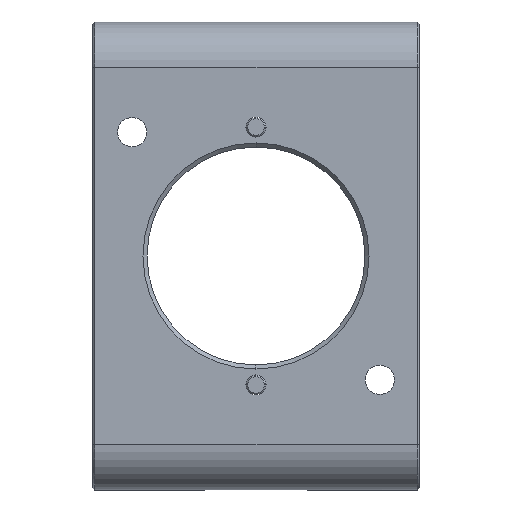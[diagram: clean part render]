
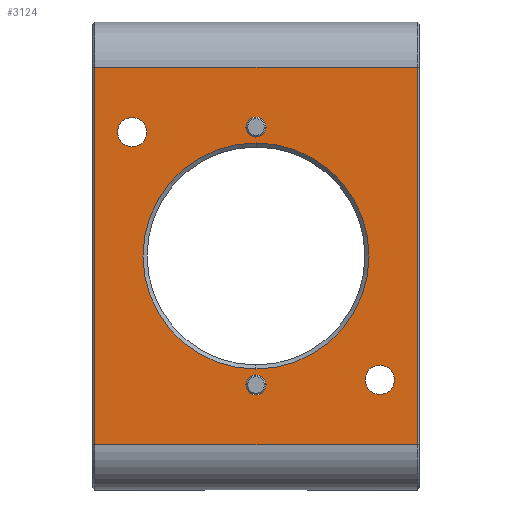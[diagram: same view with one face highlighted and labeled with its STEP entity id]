
A CAD part, front view. The second image highlights one B-rep face of the part: STEP entity #3124.
In plain terms, the highlighted planar face has unit normal (0, -1, 0).
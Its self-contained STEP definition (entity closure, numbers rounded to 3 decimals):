
#124 = VERTEX_POINT ( 'NONE', #367 ) ;
#233 = CARTESIAN_POINT ( 'NONE',  ( -19.55, 0., 22.85 ) ) ;
#242 = VECTOR ( 'NONE', #1023, 1000. ) ;
#318 = ORIENTED_EDGE ( 'NONE', *, *, #4918, .T. ) ;
#367 = CARTESIAN_POINT ( 'NONE',  ( 0., 0., -14.4 ) ) ;
#452 = CARTESIAN_POINT ( 'NONE',  ( 0., 0., 0. ) ) ;
#456 = DIRECTION ( 'NONE',  ( 0., 0., 1. ) ) ;
#473 = VERTEX_POINT ( 'NONE', #2755 ) ;
#519 = ORIENTED_EDGE ( 'NONE', *, *, #2271, .T. ) ;
#544 = DIRECTION ( 'NONE',  ( 0., 1., 0. ) ) ;
#563 = CARTESIAN_POINT ( 'NONE',  ( 0., 0., -16.84 ) ) ;
#699 = EDGE_CURVE ( 'NONE', #5233, #5545, #3932, .T. ) ;
#730 = DIRECTION ( 'NONE',  ( 0., 1., 0. ) ) ;
#891 = CIRCLE ( 'NONE', #7626, 1.22 ) ;
#901 = DIRECTION ( 'NONE',  ( 0., 1., 0. ) ) ;
#944 = CARTESIAN_POINT ( 'NONE',  ( 19.55, 0., -22.85 ) ) ;
#1023 = DIRECTION ( 'NONE',  ( 0., 0., 1. ) ) ;
#1156 = CIRCLE ( 'NONE', #8485, 1.22 ) ;
#1177 = EDGE_LOOP ( 'NONE', ( #3553, #519 ) ) ;
#1313 = EDGE_LOOP ( 'NONE', ( #318, #3552 ) ) ;
#1317 = DIRECTION ( 'NONE',  ( 0., 0., 1. ) ) ;
#1544 = VERTEX_POINT ( 'NONE', #3720 ) ;
#1548 = ORIENTED_EDGE ( 'NONE', *, *, #3767, .T. ) ;
#1590 = EDGE_CURVE ( 'NONE', #8352, #473, #6529, .T. ) ;
#1649 = CARTESIAN_POINT ( 'NONE',  ( 0., 0., 16.84 ) ) ;
#1705 = CARTESIAN_POINT ( 'NONE',  ( 15., 0., -15. ) ) ;
#1735 = FACE_BOUND ( 'NONE', #5717, .T. ) ;
#1749 = VERTEX_POINT ( 'NONE', #4120 ) ;
#1878 = DIRECTION ( 'NONE',  ( 1., 0., 0. ) ) ;
#1990 = ORIENTED_EDGE ( 'NONE', *, *, #4939, .T. ) ;
#2049 = VERTEX_POINT ( 'NONE', #6511 ) ;
#2060 = CIRCLE ( 'NONE', #4917, 13.7 ) ;
#2137 = CIRCLE ( 'NONE', #8051, 1.78 ) ;
#2151 = AXIS2_PLACEMENT_3D ( 'NONE', #6065, #7411, #1317 ) ;
#2271 = EDGE_CURVE ( 'NONE', #5836, #124, #1156, .T. ) ;
#2298 = ORIENTED_EDGE ( 'NONE', *, *, #6721, .T. ) ;
#2383 = FACE_BOUND ( 'NONE', #1313, .T. ) ;
#2396 = CIRCLE ( 'NONE', #2151, 13.7 ) ;
#2668 = DIRECTION ( 'NONE',  ( 0., 0., 1. ) ) ;
#2751 = DIRECTION ( 'NONE',  ( 0., 0., 1. ) ) ;
#2755 = CARTESIAN_POINT ( 'NONE',  ( 0., 0., 14.4 ) ) ;
#2816 = VERTEX_POINT ( 'NONE', #2838 ) ;
#2838 = CARTESIAN_POINT ( 'NONE',  ( 0., 0., 13.7 ) ) ;
#2981 = EDGE_LOOP ( 'NONE', ( #7499, #8151 ) ) ;
#3030 = DIRECTION ( 'NONE',  ( 0., 0., 1. ) ) ;
#3033 = CIRCLE ( 'NONE', #3331, 1.78 ) ;
#3124 = ADVANCED_FACE ( 'NONE', ( #2383, #7581, #1735, #3878, #4076, #5562 ), #5532, .F. ) ;
#3135 = ORIENTED_EDGE ( 'NONE', *, *, #5790, .T. ) ;
#3152 = VERTEX_POINT ( 'NONE', #4758 ) ;
#3264 = CIRCLE ( 'NONE', #3808, 1.78 ) ;
#3331 = AXIS2_PLACEMENT_3D ( 'NONE', #7467, #730, #6822 ) ;
#3345 = CARTESIAN_POINT ( 'NONE',  ( 0., 0., -15.62 ) ) ;
#3442 = DIRECTION ( 'NONE',  ( 0., 1., 0. ) ) ;
#3548 = DIRECTION ( 'NONE',  ( 0., 0., -1. ) ) ;
#3552 = ORIENTED_EDGE ( 'NONE', *, *, #5268, .T. ) ;
#3553 = ORIENTED_EDGE ( 'NONE', *, *, #6130, .T. ) ;
#3658 = AXIS2_PLACEMENT_3D ( 'NONE', #6530, #6642, #5218 ) ;
#3690 = VERTEX_POINT ( 'NONE', #5095 ) ;
#3700 = EDGE_LOOP ( 'NONE', ( #2298, #1548, #8271, #6783 ) ) ;
#3711 = CIRCLE ( 'NONE', #4035, 1.22 ) ;
#3720 = CARTESIAN_POINT ( 'NONE',  ( 15., 0., -16.78 ) ) ;
#3737 = AXIS2_PLACEMENT_3D ( 'NONE', #5384, #6898, #6386 ) ;
#3767 = EDGE_CURVE ( 'NONE', #7671, #2049, #3899, .T. ) ;
#3808 = AXIS2_PLACEMENT_3D ( 'NONE', #1705, #3442, #7004 ) ;
#3878 = FACE_BOUND ( 'NONE', #5871, .T. ) ;
#3899 = LINE ( 'NONE', #5359, #4937 ) ;
#3932 = LINE ( 'NONE', #8553, #242 ) ;
#3933 = CARTESIAN_POINT ( 'NONE',  ( 19.8, 0., -22.85 ) ) ;
#4035 = AXIS2_PLACEMENT_3D ( 'NONE', #7101, #8444, #3030 ) ;
#4076 = FACE_BOUND ( 'NONE', #1177, .T. ) ;
#4120 = CARTESIAN_POINT ( 'NONE',  ( -15., 0., 16.78 ) ) ;
#4518 = DIRECTION ( 'NONE',  ( 0., 0., 1. ) ) ;
#4758 = CARTESIAN_POINT ( 'NONE',  ( 15., 0., -13.22 ) ) ;
#4917 = AXIS2_PLACEMENT_3D ( 'NONE', #452, #5130, #4518 ) ;
#4918 = EDGE_CURVE ( 'NONE', #3690, #2816, #2396, .T. ) ;
#4937 = VECTOR ( 'NONE', #6018, 1000. ) ;
#4939 = EDGE_CURVE ( 'NONE', #1544, #3152, #3033, .T. ) ;
#5095 = CARTESIAN_POINT ( 'NONE',  ( 0., 0., -13.7 ) ) ;
#5130 = DIRECTION ( 'NONE',  ( 0., 1., 0. ) ) ;
#5197 = CARTESIAN_POINT ( 'NONE',  ( -15., 0., 13.22 ) ) ;
#5218 = DIRECTION ( 'NONE',  ( 0., 0., 1. ) ) ;
#5233 = VERTEX_POINT ( 'NONE', #944 ) ;
#5268 = EDGE_CURVE ( 'NONE', #2816, #3690, #2060, .T. ) ;
#5359 = CARTESIAN_POINT ( 'NONE',  ( -19.55, 0., -22.85 ) ) ;
#5384 = CARTESIAN_POINT ( 'NONE',  ( 0., 0., 15.62 ) ) ;
#5456 = VECTOR ( 'NONE', #6446, 1000. ) ;
#5532 = PLANE ( 'NONE',  #7972 ) ;
#5545 = VERTEX_POINT ( 'NONE', #8328 ) ;
#5562 = FACE_OUTER_BOUND ( 'NONE', #3700, .T. ) ;
#5635 = CARTESIAN_POINT ( 'NONE',  ( 0., 0., 15.62 ) ) ;
#5717 = EDGE_LOOP ( 'NONE', ( #3135, #1990 ) ) ;
#5743 = VERTEX_POINT ( 'NONE', #5197 ) ;
#5790 = EDGE_CURVE ( 'NONE', #3152, #1544, #3264, .T. ) ;
#5836 = VERTEX_POINT ( 'NONE', #563 ) ;
#5871 = EDGE_LOOP ( 'NONE', ( #7021, #7643 ) ) ;
#6018 = DIRECTION ( 'NONE',  ( 0., 0., -1. ) ) ;
#6065 = CARTESIAN_POINT ( 'NONE',  ( 0., 0., 0. ) ) ;
#6070 = DIRECTION ( 'NONE',  ( 0., 1., 0. ) ) ;
#6130 = EDGE_CURVE ( 'NONE', #124, #5836, #3711, .T. ) ;
#6251 = DIRECTION ( 'NONE',  ( 0., 1., 0. ) ) ;
#6386 = DIRECTION ( 'NONE',  ( 0., 0., -1. ) ) ;
#6446 = DIRECTION ( 'NONE',  ( -1., 0., 0. ) ) ;
#6511 = CARTESIAN_POINT ( 'NONE',  ( -19.55, 0., -22.85 ) ) ;
#6529 = CIRCLE ( 'NONE', #3737, 1.22 ) ;
#6530 = CARTESIAN_POINT ( 'NONE',  ( -15., 0., 15. ) ) ;
#6642 = DIRECTION ( 'NONE',  ( 0., 1., 0. ) ) ;
#6647 = EDGE_CURVE ( 'NONE', #473, #8352, #891, .T. ) ;
#6672 = CARTESIAN_POINT ( 'NONE',  ( -15., 0., 15. ) ) ;
#6721 = EDGE_CURVE ( 'NONE', #5545, #7671, #7270, .T. ) ;
#6727 = CIRCLE ( 'NONE', #3658, 1.78 ) ;
#6783 = ORIENTED_EDGE ( 'NONE', *, *, #699, .T. ) ;
#6822 = DIRECTION ( 'NONE',  ( 0., 0., 1. ) ) ;
#6898 = DIRECTION ( 'NONE',  ( 0., 1., 0. ) ) ;
#6947 = LINE ( 'NONE', #3933, #7786 ) ;
#6952 = EDGE_CURVE ( 'NONE', #2049, #5233, #6947, .T. ) ;
#7004 = DIRECTION ( 'NONE',  ( 0., 0., 1. ) ) ;
#7021 = ORIENTED_EDGE ( 'NONE', *, *, #6647, .T. ) ;
#7101 = CARTESIAN_POINT ( 'NONE',  ( 0., 0., -15.62 ) ) ;
#7270 = LINE ( 'NONE', #8516, #5456 ) ;
#7411 = DIRECTION ( 'NONE',  ( 0., 1., 0. ) ) ;
#7467 = CARTESIAN_POINT ( 'NONE',  ( 15., 0., -15. ) ) ;
#7473 = CARTESIAN_POINT ( 'NONE',  ( 19.8, 0., -28.35 ) ) ;
#7499 = ORIENTED_EDGE ( 'NONE', *, *, #8645, .T. ) ;
#7581 = FACE_BOUND ( 'NONE', #2981, .T. ) ;
#7626 = AXIS2_PLACEMENT_3D ( 'NONE', #5635, #901, #3548 ) ;
#7643 = ORIENTED_EDGE ( 'NONE', *, *, #1590, .T. ) ;
#7671 = VERTEX_POINT ( 'NONE', #233 ) ;
#7786 = VECTOR ( 'NONE', #1878, 1000. ) ;
#7936 = EDGE_CURVE ( 'NONE', #5743, #1749, #6727, .T. ) ;
#7972 = AXIS2_PLACEMENT_3D ( 'NONE', #7473, #6251, #2751 ) ;
#8051 = AXIS2_PLACEMENT_3D ( 'NONE', #6672, #544, #456 ) ;
#8151 = ORIENTED_EDGE ( 'NONE', *, *, #7936, .T. ) ;
#8271 = ORIENTED_EDGE ( 'NONE', *, *, #6952, .T. ) ;
#8328 = CARTESIAN_POINT ( 'NONE',  ( 19.55, 0., 22.85 ) ) ;
#8352 = VERTEX_POINT ( 'NONE', #1649 ) ;
#8444 = DIRECTION ( 'NONE',  ( 0., 1., 0. ) ) ;
#8485 = AXIS2_PLACEMENT_3D ( 'NONE', #3345, #6070, #2668 ) ;
#8516 = CARTESIAN_POINT ( 'NONE',  ( 19.8, 0., 22.85 ) ) ;
#8553 = CARTESIAN_POINT ( 'NONE',  ( 19.55, 0., -28.35 ) ) ;
#8645 = EDGE_CURVE ( 'NONE', #1749, #5743, #2137, .T. ) ;
